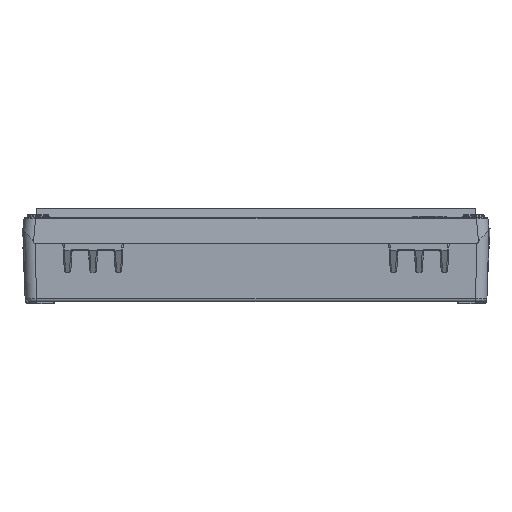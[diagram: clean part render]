
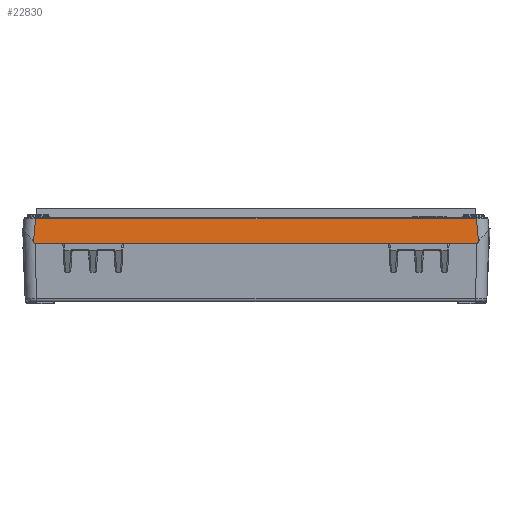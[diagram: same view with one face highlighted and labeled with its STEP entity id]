
A CAD part, front view. The second image highlights one B-rep face of the part: STEP entity #22830.
In plain terms, the highlighted planar face has unit normal (0, -0.999, 0.044).
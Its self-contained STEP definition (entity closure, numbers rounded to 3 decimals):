
#6735=CARTESIAN_POINT('',(36.529,-59.575,
-0.191));
#7549=DIRECTION('',(1.,0.,0.));
#7550=VECTOR('',#7549,73.057);
#7551=CARTESIAN_POINT('',(-36.529,-59.575,
-0.191));
#7552=LINE('',#7551,#7550);
#7556=DIRECTION('',(0.087,-0.043,-0.995));
#7557=VECTOR('',#7556,3.88);
#7558=CARTESIAN_POINT('',(36.529,-59.575,
-0.191));
#7559=LINE('',#7558,#7557);
#7563=CARTESIAN_POINT('',(36.605,-59.754,-4.3));
#7564=CARTESIAN_POINT('',(36.673,-59.754,-4.3));
#7565=CARTESIAN_POINT('',(36.762,-59.751,
-4.221));
#7566=CARTESIAN_POINT('',(36.834,-59.746,
-4.113));
#7567=CARTESIAN_POINT('',(36.867,-59.743,
-4.053));
#7572=CARTESIAN_POINT('',(-36.867,-59.743,
-4.053));
#7573=CARTESIAN_POINT('',(-36.834,-59.746,
-4.113));
#7574=CARTESIAN_POINT('',(-36.762,-59.751,
-4.221));
#7575=CARTESIAN_POINT('',(-36.673,-59.754,-4.3));
#7576=CARTESIAN_POINT('',(-36.605,-59.754,-4.3));
#7581=DIRECTION('',(0.087,0.043,0.995));
#7582=VECTOR('',#7581,3.88);
#7583=CARTESIAN_POINT('',(-36.867,-59.743,
-4.053));
#7584=LINE('',#7583,#7582);
#7620=DIRECTION('',(1.,0.,0.));
#7621=VECTOR('',#7620,4.605);
#7622=CARTESIAN_POINT('',(-36.605,-59.754,-4.3));
#7623=LINE('',#7622,#7621);
#7712=DIRECTION('',(1.,0.,0.));
#7713=VECTOR('',#7712,44.);
#7714=CARTESIAN_POINT('',(-22.,-59.754,-4.3));
#7715=LINE('',#7714,#7713);
#7804=DIRECTION('',(1.,0.,0.));
#7805=VECTOR('',#7804,4.605);
#7806=CARTESIAN_POINT('',(32.,-59.754,-4.3));
#7807=LINE('',#7806,#7805);
#10414=DIRECTION('',(1.,0.,0.));
#10415=VECTOR('',#10414,10.);
#10416=CARTESIAN_POINT('',(-32.,-59.754,-4.3));
#10417=LINE('',#10416,#10415);
#11286=DIRECTION('',(-1.,0.,0.));
#11287=VECTOR('',#11286,10.);
#11288=CARTESIAN_POINT('',(32.,-59.754,-4.3));
#11289=LINE('',#11288,#11287);
#14680=VERTEX_POINT('',#7572);
#14681=VERTEX_POINT('',#7576);
#14682=VERTEX_POINT('',#7563);
#14683=VERTEX_POINT('',#7567);
#14729=VERTEX_POINT('',#6735);
#14732=CARTESIAN_POINT('',(-36.529,-59.575,
-0.191));
#14733=VERTEX_POINT('',#14732);
#14788=CARTESIAN_POINT('',(32.,-59.754,-4.3));
#14789=CARTESIAN_POINT('',(22.,-59.754,-4.3));
#14790=VERTEX_POINT('',#14788);
#14791=VERTEX_POINT('',#14789);
#14792=CARTESIAN_POINT('',(-22.,-59.754,-4.3));
#14793=VERTEX_POINT('',#14792);
#14794=CARTESIAN_POINT('',(-32.,-59.754,-4.3));
#14795=VERTEX_POINT('',#14794);
#22806=CARTESIAN_POINT('',(-46.283,-59.754,-4.3));
#22807=DIRECTION('',(0.,0.999,-0.044));
#22808=DIRECTION('',(0.,0.044,0.999));
#22809=AXIS2_PLACEMENT_3D('',#22806,#22807,#22808);
#22810=PLANE('',#22809);
#22811=ORIENTED_EDGE('',*,*,#22299,.T.);
#22812=ORIENTED_EDGE('',*,*,#22369,.T.);
#22814=ORIENTED_EDGE('',*,*,#22813,.F.);
#22816=ORIENTED_EDGE('',*,*,#22815,.F.);
#22818=ORIENTED_EDGE('',*,*,#22817,.T.);
#22820=ORIENTED_EDGE('',*,*,#22819,.F.);
#22822=ORIENTED_EDGE('',*,*,#22821,.F.);
#22824=ORIENTED_EDGE('',*,*,#22823,.F.);
#22826=ORIENTED_EDGE('',*,*,#22825,.F.);
#22827=ORIENTED_EDGE('',*,*,#22796,.T.);
#22828=EDGE_LOOP('',(#22811,#22812,#22814,#22816,#22818,#22820,#22822,#22824,
#22826,#22827));
#22829=FACE_OUTER_BOUND('',#22828,.F.);
#22830=ADVANCED_FACE('',(#22829),#22810,.F.);
#7568=B_SPLINE_CURVE_WITH_KNOTS('',3,(#7563,#7564,#7565,#7566,#7567),
.UNSPECIFIED.,.F.,.F.,(4,1,4),(0.,0.5,1.),.UNSPECIFIED.);
#7577=B_SPLINE_CURVE_WITH_KNOTS('',3,(#7572,#7573,#7574,#7575,#7576),
.UNSPECIFIED.,.F.,.F.,(4,1,4),(0.,0.5,1.),.UNSPECIFIED.);
#22299=EDGE_CURVE('',#14733,#14729,#7552,.T.);
#22369=EDGE_CURVE('',#14729,#14683,#7559,.T.);
#22796=EDGE_CURVE('',#14680,#14733,#7584,.T.);
#22813=EDGE_CURVE('',#14682,#14683,#7568,.T.);
#22815=EDGE_CURVE('',#14790,#14682,#7807,.T.);
#22817=EDGE_CURVE('',#14790,#14791,#11289,.T.);
#22819=EDGE_CURVE('',#14793,#14791,#7715,.T.);
#22821=EDGE_CURVE('',#14795,#14793,#10417,.T.);
#22823=EDGE_CURVE('',#14681,#14795,#7623,.T.);
#22825=EDGE_CURVE('',#14680,#14681,#7577,.T.);
